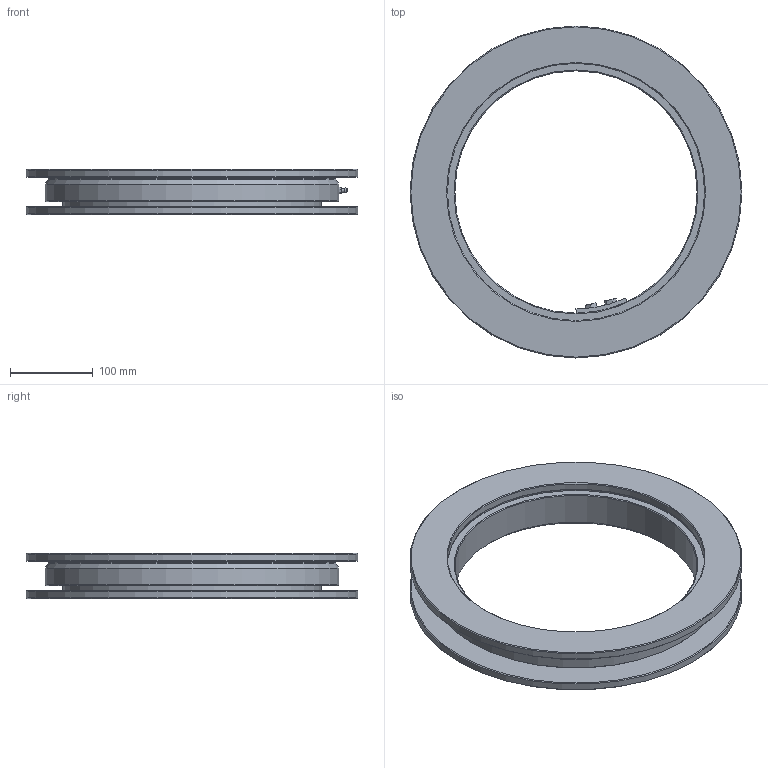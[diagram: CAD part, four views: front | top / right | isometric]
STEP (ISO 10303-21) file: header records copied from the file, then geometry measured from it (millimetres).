
FILE_DESCRIPTION (( 'STEP AP214' ), '1' );
FILE_NAME ('U.400.12 - Cast Iron.STEP', '2021-01-27T11:54:08', ( '' ), ( '' ), 'SwSTEP 2.0', 'SolidWorks 2016', '' );
FILE_SCHEMA (( 'AUTOMOTIVE_DESIGN' ));
Length unit declared in the file: millimetre
Products named in the file (7): U.400.12 - Cast Iron - IR; Grease nipple M6x1mm; U.400.12 - Cast Iron - OR; U.400.12 - Cast Iron; U.400.12 - Plug; Hex Bolt M8x15mm_A4-70; Ball D12
Assembly tree (86 placements, depth 2):
  U.400.12 - Cast Iron
    U.400.12 - Cast Iron - IR
    U.400.12 - Cast Iron - OR
    Ball D12  x80
    Grease nipple M6x1mm
    U.400.12 - Plug
    Hex Bolt M8x15mm_A4-70  x2
Bounding box: 400 x 400 x 55 mm (x, y, z)
Volume: 1939826.5 mm3; surface area: 434979.8 mm2
Topology: 86 solids, 86 shells, 194 faces, 485 edges, 308 vertices
Faces by surface type: sphere 80, cone 45, plane 39, cylinder 20, torus 10
Full cylindrical faces by diameter (mm): 2.5 x1, 3 x1, 5 x1, 6 x1, 8 x4, 292 x1, 310 x1, 312 x2, 316 x2, 346 x1, 354 x1, 400 x2
Entity records: 3617 total; most frequent: CARTESIAN_POINT 961, DIRECTION 550, ORIENTED_EDGE 294, AXIS2_PLACEMENT_3D 262, EDGE_LOOP 158, EDGE_CURVE 147, FACE_OUTER_BOUND 121, VERTEX_POINT 111
